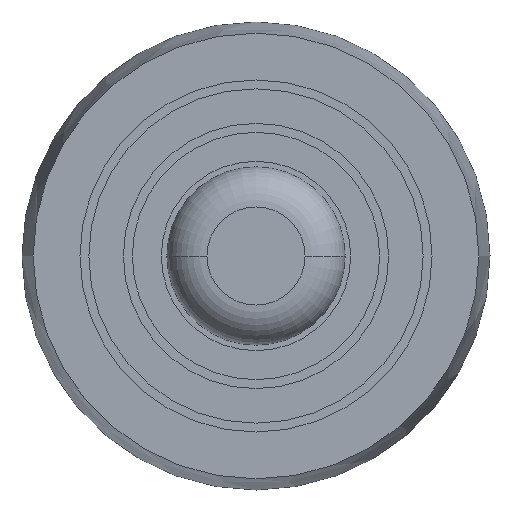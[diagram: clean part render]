
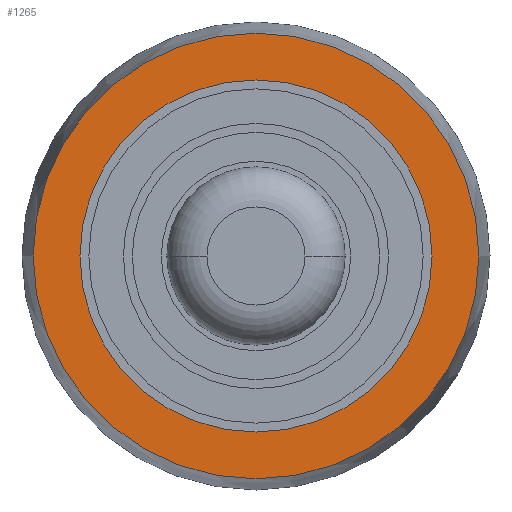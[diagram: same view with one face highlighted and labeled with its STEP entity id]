
A CAD part, front view. The second image highlights one B-rep face of the part: STEP entity #1265.
In plain terms, the highlighted planar face has unit normal (0, -1, 0).
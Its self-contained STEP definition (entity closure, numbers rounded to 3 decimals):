
#29 = CARTESIAN_POINT ( 'NONE',  ( 10., -4.2, 0. ) ) ;
#116 = VERTEX_POINT ( 'NONE', #2466 ) ;
#209 = ORIENTED_EDGE ( 'NONE', *, *, #456, .F. ) ;
#230 = DIRECTION ( 'NONE',  ( 0., 1., 0. ) ) ;
#290 = EDGE_CURVE ( 'NONE', #1178, #833, #1073, .T. ) ;
#348 = DIRECTION ( 'NONE',  ( 0., -1., 0. ) ) ;
#456 = EDGE_CURVE ( 'NONE', #972, #116, #2296, .T. ) ;
#532 = CARTESIAN_POINT ( 'NONE',  ( 0., -4.2, 0. ) ) ;
#628 = EDGE_CURVE ( 'NONE', #116, #972, #1273, .T. ) ;
#722 = AXIS2_PLACEMENT_3D ( 'NONE', #1460, #230, #740 ) ;
#740 = DIRECTION ( 'NONE',  ( -1., 0., 0. ) ) ;
#821 = CARTESIAN_POINT ( 'NONE',  ( -10., -4.2, 0. ) ) ;
#833 = VERTEX_POINT ( 'NONE', #821 ) ;
#839 = AXIS2_PLACEMENT_3D ( 'NONE', #2106, #1301, #1061 ) ;
#843 = CARTESIAN_POINT ( 'NONE',  ( -10., -4.2, 0. ) ) ;
#972 = VERTEX_POINT ( 'NONE', #2944 ) ;
#1061 = DIRECTION ( 'NONE',  ( 0., 0., -1. ) ) ;
#1073 = CIRCLE ( 'NONE', #2149, 10. ) ;
#1083 = ORIENTED_EDGE ( 'NONE', *, *, #2872, .F. ) ;
#1178 = VERTEX_POINT ( 'NONE', #29 ) ;
#1265 = ADVANCED_FACE ( 'NONE', ( #2696, #1893 ), #2573, .T. ) ;
#1273 = CIRCLE ( 'NONE', #1820, 7.9 ) ;
#1301 = DIRECTION ( 'NONE',  ( 0., -1., 0. ) ) ;
#1418 = DIRECTION ( 'NONE',  ( 0., -1., 0. ) ) ;
#1460 = CARTESIAN_POINT ( 'NONE',  ( 0., -4.2, 0. ) ) ;
#1515 = DIRECTION ( 'NONE',  ( 0., 1., 0. ) ) ;
#1520 = CIRCLE ( 'NONE', #722, 10. ) ;
#1688 = ORIENTED_EDGE ( 'NONE', *, *, #628, .F. ) ;
#1820 = AXIS2_PLACEMENT_3D ( 'NONE', #2143, #1418, #2621 ) ;
#1825 = DIRECTION ( 'NONE',  ( 1., 0., 0. ) ) ;
#1893 = FACE_BOUND ( 'NONE', #3153, .T. ) ;
#2106 = CARTESIAN_POINT ( 'NONE',  ( 0., -4.2, 0. ) ) ;
#2143 = CARTESIAN_POINT ( 'NONE',  ( 0., -4.2, 0. ) ) ;
#2149 = AXIS2_PLACEMENT_3D ( 'NONE', #532, #1515, #2729 ) ;
#2296 = CIRCLE ( 'NONE', #839, 7.9 ) ;
#2466 = CARTESIAN_POINT ( 'NONE',  ( 0., -4.2, -7.9 ) ) ;
#2573 = PLANE ( 'NONE',  #3170 ) ;
#2621 = DIRECTION ( 'NONE',  ( 0., 0., -1. ) ) ;
#2696 = FACE_OUTER_BOUND ( 'NONE', #3198, .T. ) ;
#2729 = DIRECTION ( 'NONE',  ( -1., 0., 0. ) ) ;
#2872 = EDGE_CURVE ( 'NONE', #833, #1178, #1520, .T. ) ;
#2899 = ORIENTED_EDGE ( 'NONE', *, *, #290, .F. ) ;
#2944 = CARTESIAN_POINT ( 'NONE',  ( 0., -4.2, 7.9 ) ) ;
#3153 = EDGE_LOOP ( 'NONE', ( #1688, #209 ) ) ;
#3170 = AXIS2_PLACEMENT_3D ( 'NONE', #843, #348, #1825 ) ;
#3198 = EDGE_LOOP ( 'NONE', ( #1083, #2899 ) ) ;
